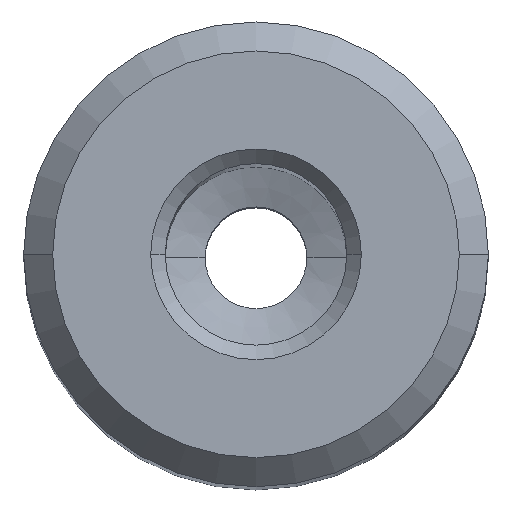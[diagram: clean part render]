
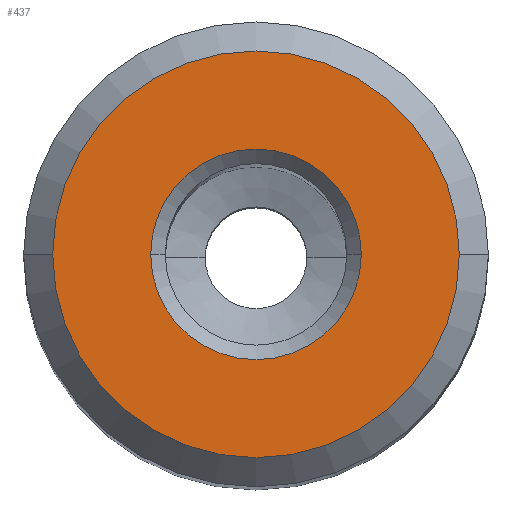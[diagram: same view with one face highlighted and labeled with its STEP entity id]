
A CAD part, top view. The second image highlights one B-rep face of the part: STEP entity #437.
In plain terms, the highlighted planar face has unit normal (0, 0, 1).
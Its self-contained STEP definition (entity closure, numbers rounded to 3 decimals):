
#437=ADVANCED_FACE('NONE',(#1159,#1160),#1161,.F.);
#637=EDGE_CURVE('NONE',#907,#755,#1385,.T.);
#755=VERTEX_POINT('NONE',#1517);
#873=VERTEX_POINT('NONE',#1652);
#875=VERTEX_POINT('NONE',#1654);
#907=VERTEX_POINT('NONE',#1691);
#981=EDGE_CURVE('NONE',#755,#907,#1773,.T.);
#997=EDGE_CURVE('NONE',#873,#875,#1789,.T.);
#1019=EDGE_CURVE('NONE',#875,#873,#1812,.T.);
#1159=FACE_OUTER_BOUND('',#2002,.T.);
#1160=FACE_BOUND('',#2003,.T.);
#1161=PLANE('',#2004);
#1385=CIRCLE('',#2464,7.);
#1517=CARTESIAN_POINT('',(-7.,0.0,0.0));
#1652=CARTESIAN_POINT('',(-3.625,0.,0.0));
#1654=CARTESIAN_POINT('',(3.625,0.0,0.0));
#1691=CARTESIAN_POINT('',(7.,0.,0.0));
#1773=CIRCLE('',#3023,7.);
#1789=CIRCLE('',#3050,3.625);
#1812=CIRCLE('',#3085,3.625);
#2002=EDGE_LOOP('',(#3241,#3242));
#2003=EDGE_LOOP('',(#3243,#3244));
#2004=AXIS2_PLACEMENT_3D('',#3245,#3246,#3247);
#2464=AXIS2_PLACEMENT_3D('',#3518,#3519,#3520);
#3023=AXIS2_PLACEMENT_3D('',#4003,#4004,#4005);
#3050=AXIS2_PLACEMENT_3D('',#4011,#4012,#4013);
#3085=AXIS2_PLACEMENT_3D('',#4029,#4030,#4031);
#3241=ORIENTED_EDGE('',*,*,#981,.T.);
#3242=ORIENTED_EDGE('',*,*,#637,.T.);
#3243=ORIENTED_EDGE('',*,*,#1019,.F.);
#3244=ORIENTED_EDGE('',*,*,#997,.F.);
#3245=CARTESIAN_POINT('',(0.0,3.625,0.0));
#3246=DIRECTION('',(0.0,0.0,-1.0));
#3247=DIRECTION('',(0.0,1.0,0.0));
#3518=CARTESIAN_POINT('',(0.0,0.0,0.0));
#3519=DIRECTION('',(0.0,0.0,1.0));
#3520=DIRECTION('',(1.0,0.0,0.0));
#4003=CARTESIAN_POINT('',(0.0,0.0,0.0));
#4004=DIRECTION('',(0.0,0.0,1.0));
#4005=DIRECTION('',(1.0,0.0,0.0));
#4011=CARTESIAN_POINT('',(0.0,0.0,0.0));
#4012=DIRECTION('',(0.0,0.0,1.0));
#4013=DIRECTION('',(1.0,0.0,0.0));
#4029=CARTESIAN_POINT('',(0.0,0.0,0.0));
#4030=DIRECTION('',(0.0,0.0,1.0));
#4031=DIRECTION('',(1.0,0.0,0.0));
